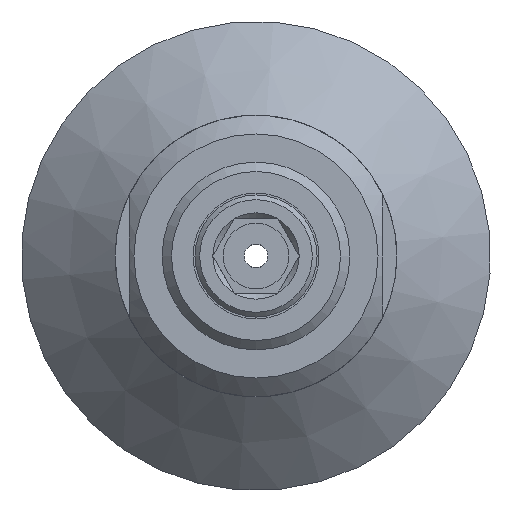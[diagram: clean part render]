
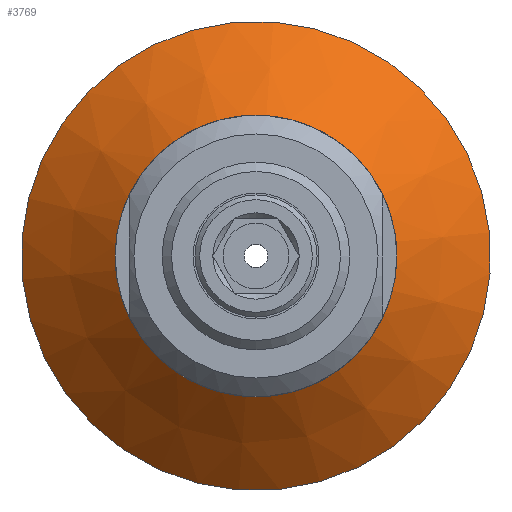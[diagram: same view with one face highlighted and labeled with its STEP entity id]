
A CAD part, front view. The second image highlights one B-rep face of the part: STEP entity #3769.
In plain terms, the highlighted conical face has half-angle 48.013 degrees and reference radius 20 mm.
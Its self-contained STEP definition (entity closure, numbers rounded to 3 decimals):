
#3663=CARTESIAN_POINT('',(-15.,-8.,0.0));
#3664=VERTEX_POINT('',#3663);
#3665=CARTESIAN_POINT('',(0.,-8.,0.0));
#3666=DIRECTION('',(0.0,1.0,0.0));
#3667=DIRECTION('',(-1.0,0.0,0.0));
#3668=AXIS2_PLACEMENT_3D('',#3665,#3666,#3667);
#3669=CIRCLE('',#3668,15.0);
#3670=EDGE_CURVE('',#3664,#3664,#3669,.T.);
#3743=CARTESIAN_POINT('',(-25.0,-17.0,0.0));
#3744=VERTEX_POINT('',#3743);
#3745=CARTESIAN_POINT('',(0.,-17.0,0.0));
#3746=DIRECTION('',(0.0,1.0,0.0));
#3747=DIRECTION('',(-1.0,0.0,0.0));
#3748=AXIS2_PLACEMENT_3D('',#3745,#3746,#3747);
#3749=CIRCLE('',#3748,25.);
#3750=EDGE_CURVE('',#3744,#3744,#3749,.T.);
#3758=CARTESIAN_POINT('',(0.,-12.5,0.0));
#3759=DIRECTION('',(0.,-1.0,0.0));
#3760=DIRECTION('',(-1.0,0.0,0.0));
#3761=AXIS2_PLACEMENT_3D('',#3758,#3759,#3760);
#3762=CONICAL_SURFACE('',#3761,20.0,48.013);
#3763=ORIENTED_EDGE('',*,*,#3670,.F.);
#3764=EDGE_LOOP('',(#3763));
#3765=FACE_OUTER_BOUND('',#3764,.T.);
#3766=ORIENTED_EDGE('',*,*,#3750,.T.);
#3767=EDGE_LOOP('',(#3766));
#3768=FACE_BOUND('',#3767,.T.);
#3769=ADVANCED_FACE('',(#3765,#3768),#3762,.T.);
